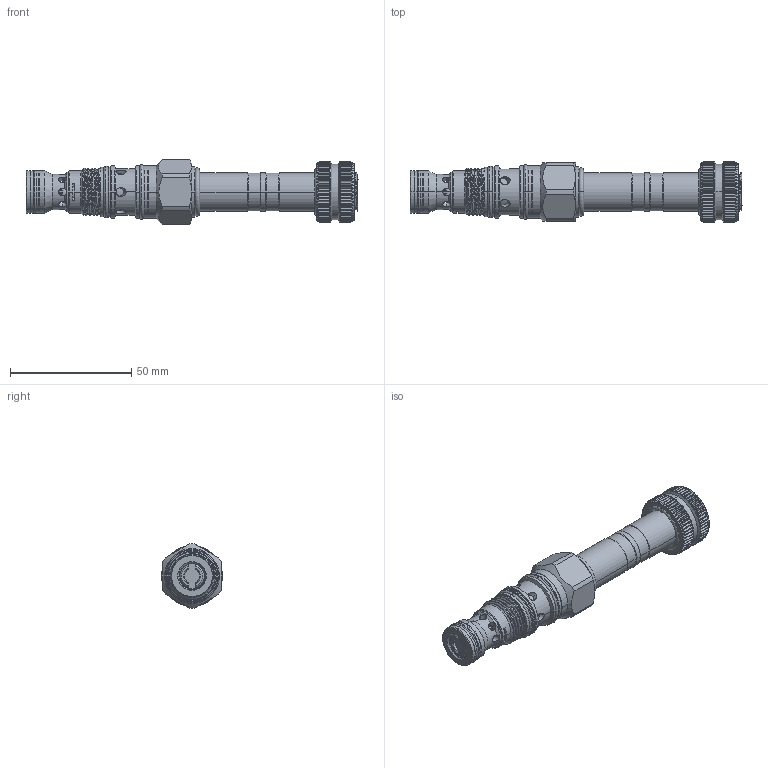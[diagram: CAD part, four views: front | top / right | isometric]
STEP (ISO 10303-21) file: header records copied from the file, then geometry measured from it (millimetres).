
FILE_DESCRIPTION (( 'STEP AP203' ), '1' );
FILE_NAME ('EP11A3C54N04.STEP', '2022-06-17T01:42:09', ( '' ), ( '' ), 'SwSTEP 2.0', 'SolidWorks 2018', '' );
FILE_SCHEMA (( 'CONFIG_CONTROL_DESIGN' ));
Products named in the file (1): EP11A3C54N04
Bounding box: 136.85 x 25 x 26.69 mm (x, y, z)
Volume: 39221.7 mm3; surface area: 16827.4 mm2
Topology: 11 solids, 12 shells, 1173 faces, 3084 edges, 1944 vertices
Faces by surface type: cylinder 498, plane 441, cone 177, torus 30, bspline 27
Entity records: 47283 total; most frequent: CARTESIAN_POINT 19528, ORIENTED_EDGE 6168, DIRECTION 5404, EDGE_CURVE 3084, AXIS2_PLACEMENT_3D 2100, VERTEX_POINT 1944, EDGE_LOOP 1218, LINE 1204
